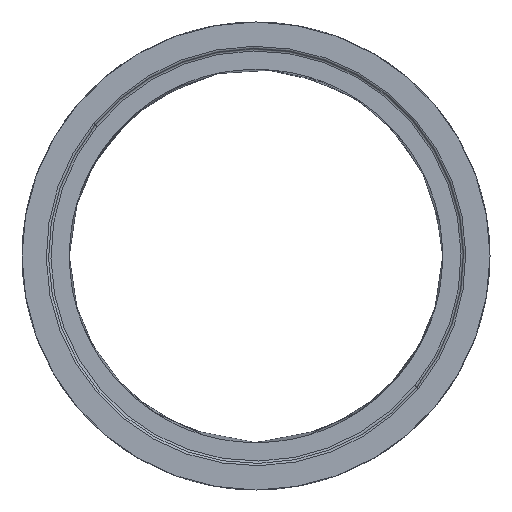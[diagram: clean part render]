
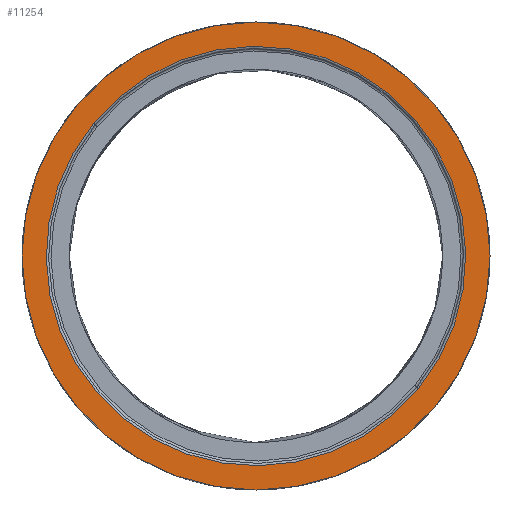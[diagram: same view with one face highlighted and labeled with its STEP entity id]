
A CAD part, front view. The second image highlights one B-rep face of the part: STEP entity #11254.
In plain terms, the highlighted face is planar.
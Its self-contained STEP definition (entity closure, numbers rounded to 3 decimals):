
#763 = DIRECTION ( 'NONE',  ( 0., 0., 1. ) ) ;
#965 = DIRECTION ( 'NONE',  ( 1., 0., 0. ) ) ;
#1383 = AXIS2_PLACEMENT_3D ( 'NONE', #11425, #763, #11311 ) ;
#2453 = CARTESIAN_POINT ( 'NONE',  ( 0., 0., -145. ) ) ;
#2532 = CIRCLE ( 'NONE', #14763, 899. ) ;
#3858 = CIRCLE ( 'NONE', #16859, 1003. ) ;
#4106 = PLANE ( 'NONE',  #1383 ) ;
#4413 = DIRECTION ( 'NONE',  ( 0., 0., 1. ) ) ;
#5914 = DIRECTION ( 'NONE',  ( 0.775, 0.632, 0. ) ) ;
#6862 = EDGE_CURVE ( 'NONE', #13946, #11640, #21898, .T. ) ;
#7795 = ORIENTED_EDGE ( 'NONE', *, *, #15116, .T. ) ;
#8422 = DIRECTION ( 'NONE',  ( 0.775, 0.632, 0. ) ) ;
#9228 = EDGE_CURVE ( 'NONE', #21803, #21213, #3858, .T. ) ;
#9519 = DIRECTION ( 'NONE',  ( 1., 0., 0. ) ) ;
#10552 = EDGE_CURVE ( 'NONE', #21213, #21803, #18456, .T. ) ;
#11004 = AXIS2_PLACEMENT_3D ( 'NONE', #2453, #12663, #9519 ) ;
#11189 = FACE_OUTER_BOUND ( 'NONE', #17702, .T. ) ;
#11254 = ADVANCED_FACE ( 'NONE', ( #20381, #11189 ), #4106, .F. ) ;
#11311 = DIRECTION ( 'NONE',  ( 1., 0., 0. ) ) ;
#11425 = CARTESIAN_POINT ( 'NONE',  ( 0., 0., -145. ) ) ;
#11640 = VERTEX_POINT ( 'NONE', #11939 ) ;
#11939 = CARTESIAN_POINT ( 'NONE',  ( 696.391, 568.543, -145. ) ) ;
#12254 = DIRECTION ( 'NONE',  ( 0., 0., 1. ) ) ;
#12663 = DIRECTION ( 'NONE',  ( 0., 0., 1. ) ) ;
#12681 = CARTESIAN_POINT ( 'NONE',  ( 1003., 0., -145. ) ) ;
#13757 = ORIENTED_EDGE ( 'NONE', *, *, #6862, .T. ) ;
#13946 = VERTEX_POINT ( 'NONE', #21521 ) ;
#14052 = EDGE_LOOP ( 'NONE', ( #7795, #13757 ) ) ;
#14763 = AXIS2_PLACEMENT_3D ( 'NONE', #19005, #12254, #8422 ) ;
#15116 = EDGE_CURVE ( 'NONE', #11640, #13946, #2532, .T. ) ;
#16859 = AXIS2_PLACEMENT_3D ( 'NONE', #16867, #20006, #965 ) ;
#16867 = CARTESIAN_POINT ( 'NONE',  ( 0., 0., -145. ) ) ;
#17702 = EDGE_LOOP ( 'NONE', ( #18113, #18372 ) ) ;
#17878 = CARTESIAN_POINT ( 'NONE',  ( -1003., 0., -145. ) ) ;
#18113 = ORIENTED_EDGE ( 'NONE', *, *, #10552, .F. ) ;
#18372 = ORIENTED_EDGE ( 'NONE', *, *, #9228, .F. ) ;
#18456 = CIRCLE ( 'NONE', #11004, 1003. ) ;
#19005 = CARTESIAN_POINT ( 'NONE',  ( 0., 0., -145. ) ) ;
#19663 = AXIS2_PLACEMENT_3D ( 'NONE', #21977, #4413, #5914 ) ;
#20006 = DIRECTION ( 'NONE',  ( 0., 0., 1. ) ) ;
#20381 = FACE_BOUND ( 'NONE', #14052, .T. ) ;
#21213 = VERTEX_POINT ( 'NONE', #12681 ) ;
#21521 = CARTESIAN_POINT ( 'NONE',  ( -696.391, -568.543, -145. ) ) ;
#21803 = VERTEX_POINT ( 'NONE', #17878 ) ;
#21898 = CIRCLE ( 'NONE', #19663, 899. ) ;
#21977 = CARTESIAN_POINT ( 'NONE',  ( 0., 0., -145. ) ) ;
